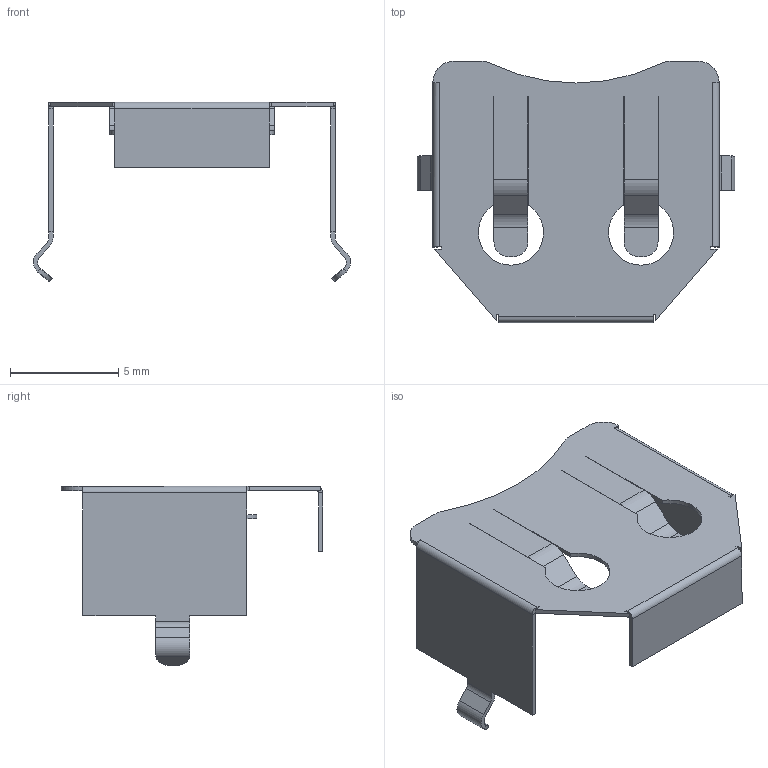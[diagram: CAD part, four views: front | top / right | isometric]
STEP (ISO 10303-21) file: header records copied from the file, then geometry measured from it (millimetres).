
FILE_DESCRIPTION (( 'STEP AP214' ), '1' );
FILE_NAME ('CONN-TH_MY-LR44-03-J.STEP', '2024-11-07T15:09:22', ( '' ), ( '' ), 'SwSTEP 2.0', 'SolidWorks 2020', '' );
FILE_SCHEMA (( 'AUTOMOTIVE_DESIGN' ));
Length unit declared in the file: millimetre
Products named in the file (1): CONN-TH_MY-LR44-03-J
Bounding box: 14.63 x 12.07 x 8.27 mm (x, y, z)
Volume: 50.2 mm3; surface area: 532.9 mm2
Topology: 1 solids, 1 shells, 344 faces, 947 edges, 624 vertices
Faces by surface type: plane 205, bspline 98, cylinder 41
Entity records: 15205 total; most frequent: CARTESIAN_POINT 3246, ORIENTED_EDGE 1894, DIRECTION 1317, EDGE_CURVE 947, LINE 655, VECTOR 655, VERTEX_POINT 624, EDGE_LOOP 367
